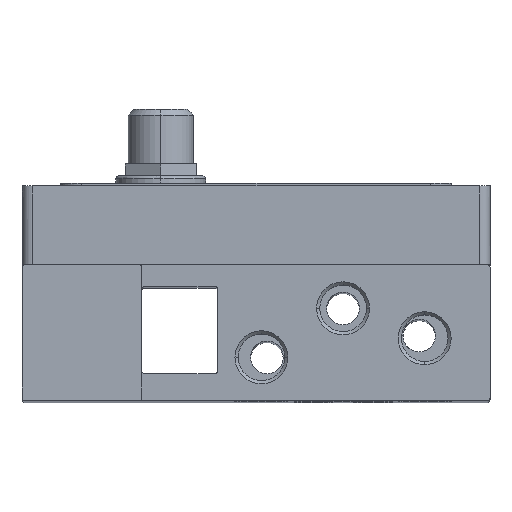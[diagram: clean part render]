
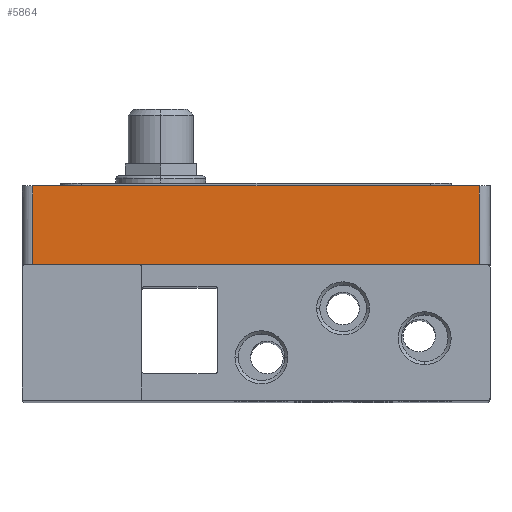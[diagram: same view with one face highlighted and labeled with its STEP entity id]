
A CAD part, top view. The second image highlights one B-rep face of the part: STEP entity #5864.
In plain terms, the highlighted planar face has unit normal (0, 0, 1).
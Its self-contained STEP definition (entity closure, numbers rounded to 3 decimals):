
#218 = ORIENTED_EDGE ( 'NONE', *, *, #8780, .F. ) ;
#621 = VECTOR ( 'NONE', #10488, 1000. ) ;
#655 = ORIENTED_EDGE ( 'NONE', *, *, #1615, .F. ) ;
#1072 = CARTESIAN_POINT ( 'NONE',  ( 85.5, 25., 20.5 ) ) ;
#1615 = EDGE_CURVE ( 'NONE', #5092, #5648, #5935, .T. ) ;
#1695 = DIRECTION ( 'NONE',  ( -1., 0., 0. ) ) ;
#1828 = CARTESIAN_POINT ( 'NONE',  ( 84., 39.5, 20.5 ) ) ;
#2058 = CARTESIAN_POINT ( 'NONE',  ( 84., 39.5, 20.5 ) ) ;
#2157 = VECTOR ( 'NONE', #8616, 1000. ) ;
#2258 = CARTESIAN_POINT ( 'NONE',  ( 2., 39.5, 20.5 ) ) ;
#2503 = PLANE ( 'NONE',  #8399 ) ;
#2964 = CARTESIAN_POINT ( 'NONE',  ( 84., 25., 20.5 ) ) ;
#3420 = DIRECTION ( 'NONE',  ( 1., 0., 0. ) ) ;
#4072 = EDGE_CURVE ( 'NONE', #5648, #8133, #6895, .T. ) ;
#4160 = EDGE_LOOP ( 'NONE', ( #11036, #655, #218, #9056 ) ) ;
#4195 = CARTESIAN_POINT ( 'NONE',  ( 2., 25., 20.5 ) ) ;
#4350 = LINE ( 'NONE', #6960, #621 ) ;
#5092 = VERTEX_POINT ( 'NONE', #2258 ) ;
#5341 = LINE ( 'NONE', #1072, #5706 ) ;
#5516 = DIRECTION ( 'NONE',  ( 0., -1., 0. ) ) ;
#5648 = VERTEX_POINT ( 'NONE', #1828 ) ;
#5706 = VECTOR ( 'NONE', #3420, 1000. ) ;
#5864 = ADVANCED_FACE ( 'NONE', ( #6069 ), #2503, .F. ) ;
#5935 = LINE ( 'NONE', #8556, #2157 ) ;
#6069 = FACE_OUTER_BOUND ( 'NONE', #4160, .T. ) ;
#6821 = EDGE_CURVE ( 'NONE', #9895, #8133, #5341, .T. ) ;
#6895 = LINE ( 'NONE', #2058, #9835 ) ;
#6960 = CARTESIAN_POINT ( 'NONE',  ( 2., 39.5, 20.5 ) ) ;
#8133 = VERTEX_POINT ( 'NONE', #2964 ) ;
#8399 = AXIS2_PLACEMENT_3D ( 'NONE', #9442, #9545, #1695 ) ;
#8556 = CARTESIAN_POINT ( 'NONE',  ( 2., 39.5, 20.5 ) ) ;
#8616 = DIRECTION ( 'NONE',  ( 1., 0., 0. ) ) ;
#8780 = EDGE_CURVE ( 'NONE', #9895, #5092, #4350, .T. ) ;
#9056 = ORIENTED_EDGE ( 'NONE', *, *, #6821, .T. ) ;
#9442 = CARTESIAN_POINT ( 'NONE',  ( 2., 39.5, 20.5 ) ) ;
#9545 = DIRECTION ( 'NONE',  ( 0., 0., -1. ) ) ;
#9835 = VECTOR ( 'NONE', #5516, 1000. ) ;
#9895 = VERTEX_POINT ( 'NONE', #4195 ) ;
#10488 = DIRECTION ( 'NONE',  ( 0., 1., 0. ) ) ;
#11036 = ORIENTED_EDGE ( 'NONE', *, *, #4072, .F. ) ;
